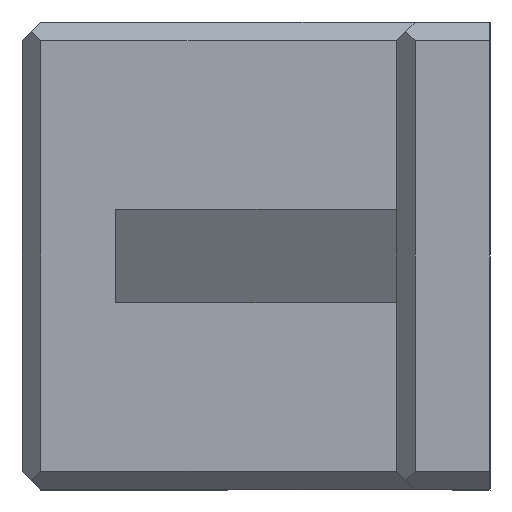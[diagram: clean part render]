
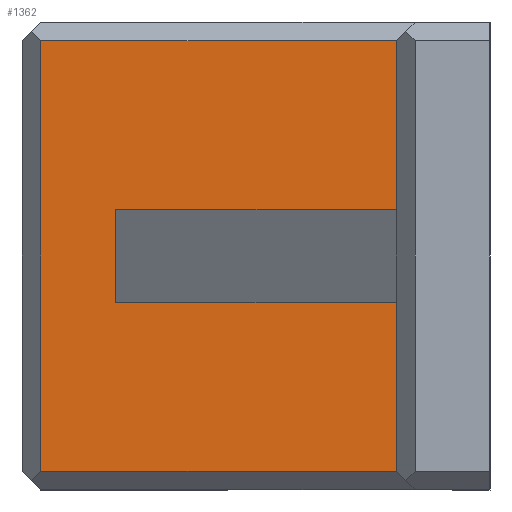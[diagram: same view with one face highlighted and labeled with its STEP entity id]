
A CAD part, left-side view. The second image highlights one B-rep face of the part: STEP entity #1362.
In plain terms, the highlighted planar face has unit normal (-1, 0, 0).
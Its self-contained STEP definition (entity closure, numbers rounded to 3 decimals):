
#55 = DIRECTION ( 'NONE',  ( 0., 0., -1. ) ) ;
#66 = VECTOR ( 'NONE', #1491, 1000. ) ;
#81 = ORIENTED_EDGE ( 'NONE', *, *, #607, .T. ) ;
#107 = CARTESIAN_POINT ( 'NONE',  ( -12.5, 20., -2.5 ) ) ;
#111 = CARTESIAN_POINT ( 'NONE',  ( -12.5, 20., -12.5 ) ) ;
#154 = LINE ( 'NONE', #554, #472 ) ;
#179 = CARTESIAN_POINT ( 'NONE',  ( -12.5, 24., -12.5 ) ) ;
#216 = EDGE_CURVE ( 'NONE', #1368, #962, #154, .T. ) ;
#243 = CARTESIAN_POINT ( 'NONE',  ( -12.5, 5., -11.5 ) ) ;
#252 = DIRECTION ( 'NONE',  ( 0., 0., 1. ) ) ;
#288 = ORIENTED_EDGE ( 'NONE', *, *, #697, .T. ) ;
#435 = EDGE_CURVE ( 'NONE', #962, #1331, #972, .T. ) ;
#440 = CARTESIAN_POINT ( 'NONE',  ( -12.5, 5., -2.5 ) ) ;
#446 = DIRECTION ( 'NONE',  ( 0., 0., -1. ) ) ;
#462 = CARTESIAN_POINT ( 'NONE',  ( -12.5, 25., 2.5 ) ) ;
#472 = VECTOR ( 'NONE', #1106, 1000. ) ;
#554 = CARTESIAN_POINT ( 'NONE',  ( -12.5, 25., -11.5 ) ) ;
#574 = VERTEX_POINT ( 'NONE', #661 ) ;
#607 = EDGE_CURVE ( 'NONE', #1636, #1633, #1221, .T. ) ;
#636 = CARTESIAN_POINT ( 'NONE',  ( -12.5, 5., -12.5 ) ) ;
#645 = ORIENTED_EDGE ( 'NONE', *, *, #435, .T. ) ;
#661 = CARTESIAN_POINT ( 'NONE',  ( -12.5, 24., 11.5 ) ) ;
#689 = VECTOR ( 'NONE', #1470, 1000. ) ;
#697 = EDGE_CURVE ( 'NONE', #1039, #574, #1146, .T. ) ;
#724 = CARTESIAN_POINT ( 'NONE',  ( -12.5, 25., -2.5 ) ) ;
#783 = DIRECTION ( 'NONE',  ( 0., 0., 1. ) ) ;
#885 = CARTESIAN_POINT ( 'NONE',  ( -12.5, 5., -12.5 ) ) ;
#962 = VERTEX_POINT ( 'NONE', #243 ) ;
#966 = LINE ( 'NONE', #636, #1114 ) ;
#972 = LINE ( 'NONE', #885, #1207 ) ;
#984 = DIRECTION ( 'NONE',  ( 0., 1., 0. ) ) ;
#1022 = EDGE_LOOP ( 'NONE', ( #288, #1605, #1512, #645, #1336, #81, #1134, #1492 ) ) ;
#1039 = VERTEX_POINT ( 'NONE', #1131 ) ;
#1041 = LINE ( 'NONE', #462, #689 ) ;
#1058 = VERTEX_POINT ( 'NONE', #1627 ) ;
#1078 = FACE_OUTER_BOUND ( 'NONE', #1022, .T. ) ;
#1106 = DIRECTION ( 'NONE',  ( 0., -1., 0. ) ) ;
#1114 = VECTOR ( 'NONE', #252, 1000. ) ;
#1116 = VECTOR ( 'NONE', #446, 1000. ) ;
#1131 = CARTESIAN_POINT ( 'NONE',  ( -12.5, 5., 11.5 ) ) ;
#1134 = ORIENTED_EDGE ( 'NONE', *, *, #1391, .T. ) ;
#1146 = LINE ( 'NONE', #1632, #1303 ) ;
#1186 = LINE ( 'NONE', #724, #66 ) ;
#1207 = VECTOR ( 'NONE', #783, 1000. ) ;
#1218 = DIRECTION ( 'NONE',  ( 1., 0., 0. ) ) ;
#1221 = LINE ( 'NONE', #111, #1581 ) ;
#1247 = DIRECTION ( 'NONE',  ( 0., 0., 1. ) ) ;
#1253 = AXIS2_PLACEMENT_3D ( 'NONE', #1484, #1218, #55 ) ;
#1303 = VECTOR ( 'NONE', #984, 1000. ) ;
#1328 = EDGE_CURVE ( 'NONE', #574, #1368, #1456, .T. ) ;
#1331 = VERTEX_POINT ( 'NONE', #440 ) ;
#1336 = ORIENTED_EDGE ( 'NONE', *, *, #1517, .F. ) ;
#1362 = ADVANCED_FACE ( 'NONE', ( #1078 ), #1466, .F. ) ;
#1368 = VERTEX_POINT ( 'NONE', #1478 ) ;
#1391 = EDGE_CURVE ( 'NONE', #1633, #1058, #1041, .T. ) ;
#1456 = LINE ( 'NONE', #179, #1116 ) ;
#1466 = PLANE ( 'NONE',  #1253 ) ;
#1470 = DIRECTION ( 'NONE',  ( 0., -1., 0. ) ) ;
#1478 = CARTESIAN_POINT ( 'NONE',  ( -12.5, 24., -11.5 ) ) ;
#1484 = CARTESIAN_POINT ( 'NONE',  ( -12.5, 25., -12.5 ) ) ;
#1491 = DIRECTION ( 'NONE',  ( 0., -1., 0. ) ) ;
#1492 = ORIENTED_EDGE ( 'NONE', *, *, #1656, .T. ) ;
#1512 = ORIENTED_EDGE ( 'NONE', *, *, #216, .T. ) ;
#1517 = EDGE_CURVE ( 'NONE', #1636, #1331, #1186, .T. ) ;
#1581 = VECTOR ( 'NONE', #1247, 1000. ) ;
#1605 = ORIENTED_EDGE ( 'NONE', *, *, #1328, .T. ) ;
#1627 = CARTESIAN_POINT ( 'NONE',  ( -12.5, 5., 2.5 ) ) ;
#1632 = CARTESIAN_POINT ( 'NONE',  ( -12.5, 25., 11.5 ) ) ;
#1633 = VERTEX_POINT ( 'NONE', #1666 ) ;
#1636 = VERTEX_POINT ( 'NONE', #107 ) ;
#1656 = EDGE_CURVE ( 'NONE', #1058, #1039, #966, .T. ) ;
#1666 = CARTESIAN_POINT ( 'NONE',  ( -12.5, 20., 2.5 ) ) ;
